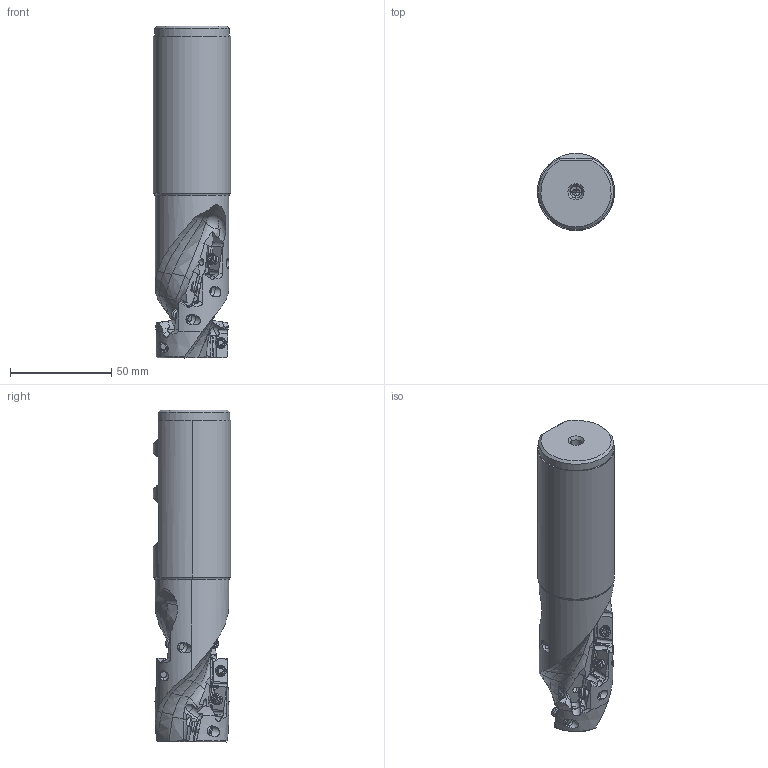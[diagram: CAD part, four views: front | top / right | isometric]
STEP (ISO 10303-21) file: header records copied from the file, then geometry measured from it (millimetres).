
FILE_DESCRIPTION(/* description */ (''),/* implementation_level */ '2;1');
FILE_NAME(/* name */ 'APX4KUR2408WA24S35A.stp',/* time_stamp */ '2021-09-08T11:42:55+09:00',/* author */ (''),/* organization */ (''),/* preprocessor_version */ 'ST-DEVELOPER v16',/* originating_system */ 'SIEMENS PLM Software NX 10.0',/* authorisation */ '');
FILE_SCHEMA (('AUTOMOTIVE_DESIGN { 1 0 10303 214 3 1 1 1 }'));
Length unit declared in the file: millimetre
Products named in the file (1): APX4KUR2408WA24S35A_ASM_9_ASM_1_ASM
Bounding box: 38.1 x 38.1 x 164.1 mm (x, y, z)
Volume: 145339.5 mm3; surface area: 27114.3 mm2
Topology: 9 solids, 9 shells, 692 faces, 2093 edges, 1444 vertices
Faces by surface type: cylinder 293, plane 232, cone 89, bspline 42, torus 18, sphere 18
Entity records: 33637 total; most frequent: CARTESIAN_POINT 14663, ORIENTED_EDGE 4150, DIRECTION 3773, EDGE_CURVE 2075, AXIS2_PLACEMENT_3D 1535, VERTEX_POINT 1405, EDGE_LOOP 724, CIRCLE 708
